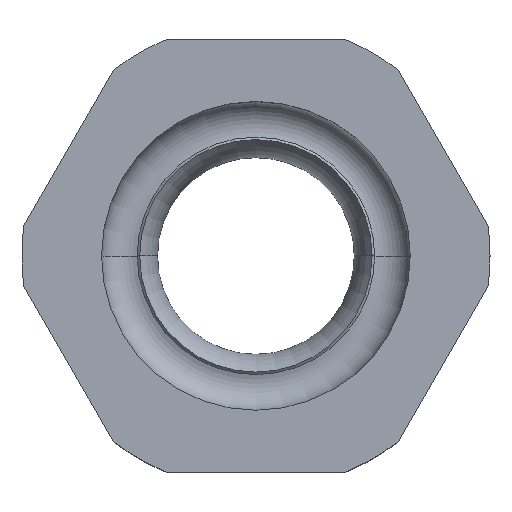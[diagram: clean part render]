
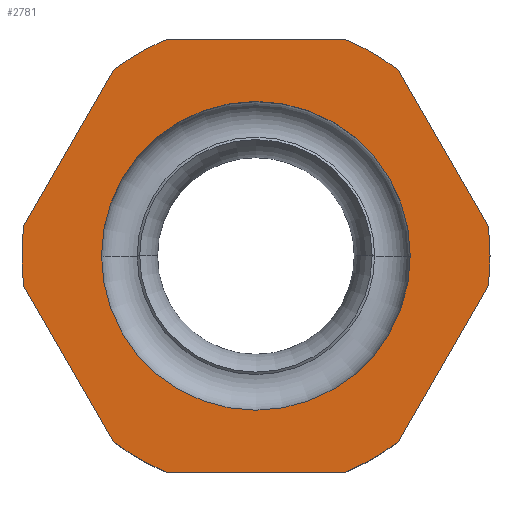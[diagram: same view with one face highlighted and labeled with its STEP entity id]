
A CAD part, top view. The second image highlights one B-rep face of the part: STEP entity #2781.
In plain terms, the highlighted planar face has unit normal (0, 0, 1).
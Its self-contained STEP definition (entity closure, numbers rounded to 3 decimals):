
#77 = VECTOR ( 'NONE', #2174, 1000. ) ;
#79 = VECTOR ( 'NONE', #2177, 1000. ) ;
#83 = VECTOR ( 'NONE', #2186, 1000. ) ;
#86 = VECTOR ( 'NONE', #2195, 1000. ) ;
#88 = VECTOR ( 'NONE', #2201, 1000. ) ;
#91 = VECTOR ( 'NONE', #2210, 1000. ) ;
#94 = AXIS2_PLACEMENT_3D ( 'NONE', #2216, #2215, #2214 ) ;
#95 = AXIS2_PLACEMENT_3D ( 'NONE', #2219, #2218, #2217 ) ;
#96 = AXIS2_PLACEMENT_3D ( 'NONE', #2222, #2221, #2220 ) ;
#98 = AXIS2_PLACEMENT_3D ( 'NONE', #2225, #2224, #2223 ) ;
#99 = AXIS2_PLACEMENT_3D ( 'NONE', #2228, #2227, #2226 ) ;
#100 = AXIS2_PLACEMENT_3D ( 'NONE', #2234, #2233, #2232 ) ;
#106 = AXIS2_PLACEMENT_3D ( 'NONE', #2231, #2230, #2229 ) ;
#234 = AXIS2_PLACEMENT_3D ( 'NONE', #1017, #1013, #1012 ) ;
#235 = AXIS2_PLACEMENT_3D ( 'NONE', #1020, #1019, #1018 ) ;
#284 = EDGE_CURVE ( 'NONE', #868, #918, #988, .T. ) ;
#286 = EDGE_CURVE ( 'NONE', #915, #864, #987, .T. ) ;
#766 = EDGE_LOOP ( 'NONE', ( #1413, #1409 ) ) ;
#767 = EDGE_LOOP ( 'NONE', ( #1411, #1408, #1410, #1407, #1406, #1405, #1404, #1403, #1402, #1401, #1399, #1398, #1400 ) ) ;
#864 = VERTEX_POINT ( 'NONE', #2398 ) ;
#868 = VERTEX_POINT ( 'NONE', #2394 ) ;
#915 = VERTEX_POINT ( 'NONE', #2347 ) ;
#918 = VERTEX_POINT ( 'NONE', #2344 ) ;
#930 = CIRCLE ( 'NONE', #96, 13.8 ) ;
#931 = CIRCLE ( 'NONE', #98, 13.8 ) ;
#932 = CIRCLE ( 'NONE', #99, 13.8 ) ;
#935 = CIRCLE ( 'NONE', #100, 13.8 ) ;
#936 = CIRCLE ( 'NONE', #106, 13.8 ) ;
#987 = CIRCLE ( 'NONE', #234, 13.8 ) ;
#988 = CIRCLE ( 'NONE', #235, 9.1 ) ;
#1012 = DIRECTION ( 'NONE',  ( 1., 0., 0. ) ) ;
#1013 = DIRECTION ( 'NONE',  ( 0., 0., 1. ) ) ;
#1017 = CARTESIAN_POINT ( 'NONE',  ( 0., 0., 27.8 ) ) ;
#1018 = DIRECTION ( 'NONE',  ( 1., 0., 0. ) ) ;
#1019 = DIRECTION ( 'NONE',  ( 0., 0., 1. ) ) ;
#1020 = CARTESIAN_POINT ( 'NONE',  ( 0., 0., 27.8 ) ) ;
#1398 = ORIENTED_EDGE ( 'NONE', *, *, #286, .T. ) ;
#1399 = ORIENTED_EDGE ( 'NONE', *, *, #2669, .T. ) ;
#1400 = ORIENTED_EDGE ( 'NONE', *, *, #2659, .T. ) ;
#1401 = ORIENTED_EDGE ( 'NONE', *, *, #2660, .T. ) ;
#1402 = ORIENTED_EDGE ( 'NONE', *, *, #2671, .T. ) ;
#1403 = ORIENTED_EDGE ( 'NONE', *, *, #2661, .T. ) ;
#1404 = ORIENTED_EDGE ( 'NONE', *, *, #2674, .T. ) ;
#1405 = ORIENTED_EDGE ( 'NONE', *, *, #2662, .T. ) ;
#1406 = ORIENTED_EDGE ( 'NONE', *, *, #2677, .T. ) ;
#1407 = ORIENTED_EDGE ( 'NONE', *, *, #2663, .T. ) ;
#1408 = ORIENTED_EDGE ( 'NONE', *, *, #2664, .T. ) ;
#1409 = ORIENTED_EDGE ( 'NONE', *, *, #284, .F. ) ;
#1410 = ORIENTED_EDGE ( 'NONE', *, *, #2678, .T. ) ;
#1411 = ORIENTED_EDGE ( 'NONE', *, *, #2666, .T. ) ;
#1413 = ORIENTED_EDGE ( 'NONE', *, *, #2665, .F. ) ;
#1528 = VERTEX_POINT ( 'NONE', #2285 ) ;
#1529 = VERTEX_POINT ( 'NONE', #2284 ) ;
#1530 = VERTEX_POINT ( 'NONE', #2283 ) ;
#1531 = VERTEX_POINT ( 'NONE', #2282 ) ;
#1532 = VERTEX_POINT ( 'NONE', #2281 ) ;
#1533 = VERTEX_POINT ( 'NONE', #2280 ) ;
#1534 = VERTEX_POINT ( 'NONE', #2279 ) ;
#1535 = VERTEX_POINT ( 'NONE', #2278 ) ;
#1536 = VERTEX_POINT ( 'NONE', #2277 ) ;
#1537 = VERTEX_POINT ( 'NONE', #2276 ) ;
#1538 = VERTEX_POINT ( 'NONE', #2275 ) ;
#1573 = PLANE ( 'NONE',  #1869 ) ;
#1574 = CARTESIAN_POINT ( 'NONE',  ( 0., 0., 27.8 ) ) ;
#1575 = DIRECTION ( 'NONE',  ( 0., 0., 1. ) ) ;
#1576 = DIRECTION ( 'NONE',  ( 1., 0., 0. ) ) ;
#1818 = FACE_BOUND ( 'NONE', #766, .T. ) ;
#1869 = AXIS2_PLACEMENT_3D ( 'NONE', #1574, #1575, #1576 ) ;
#1928 = FACE_OUTER_BOUND ( 'NONE', #767, .T. ) ;
#2100 = CIRCLE ( 'NONE', #94, 9.1 ) ;
#2101 = CIRCLE ( 'NONE', #95, 13.8 ) ;
#2174 = DIRECTION ( 'NONE',  ( -1., 0., 0. ) ) ;
#2175 = CARTESIAN_POINT ( 'NONE',  ( 7.361, 12.75, 27.8 ) ) ;
#2176 = LINE ( 'NONE', #2175, #77 ) ;
#2177 = DIRECTION ( 'NONE',  ( -0.5, -0.866, 0. ) ) ;
#2178 = CARTESIAN_POINT ( 'NONE',  ( -7.361, 12.75, 27.8 ) ) ;
#2179 = LINE ( 'NONE', #2178, #79 ) ;
#2186 = DIRECTION ( 'NONE',  ( 0.5, -0.866, 0. ) ) ;
#2187 = CARTESIAN_POINT ( 'NONE',  ( -14.722, 0., 27.8 ) ) ;
#2188 = LINE ( 'NONE', #2187, #83 ) ;
#2195 = DIRECTION ( 'NONE',  ( 1., 0., 0. ) ) ;
#2196 = CARTESIAN_POINT ( 'NONE',  ( -7.361, -12.75, 27.8 ) ) ;
#2197 = LINE ( 'NONE', #2196, #86 ) ;
#2201 = DIRECTION ( 'NONE',  ( 0.5, 0.866, 0. ) ) ;
#2202 = CARTESIAN_POINT ( 'NONE',  ( 7.361, -12.75, 27.8 ) ) ;
#2203 = LINE ( 'NONE', #2202, #88 ) ;
#2210 = DIRECTION ( 'NONE',  ( -0.5, 0.866, 0. ) ) ;
#2211 = CARTESIAN_POINT ( 'NONE',  ( 14.722, 0., 27.8 ) ) ;
#2212 = LINE ( 'NONE', #2211, #91 ) ;
#2214 = DIRECTION ( 'NONE',  ( 1., 0., 0. ) ) ;
#2215 = DIRECTION ( 'NONE',  ( 0., 0., 1. ) ) ;
#2216 = CARTESIAN_POINT ( 'NONE',  ( 0., 0., 27.8 ) ) ;
#2217 = DIRECTION ( 'NONE',  ( 1., 0., 0. ) ) ;
#2218 = DIRECTION ( 'NONE',  ( 0., 0., 1. ) ) ;
#2219 = CARTESIAN_POINT ( 'NONE',  ( 0., 0., 27.8 ) ) ;
#2220 = DIRECTION ( 'NONE',  ( 1., 0., 0. ) ) ;
#2221 = DIRECTION ( 'NONE',  ( 0., 0., 1. ) ) ;
#2222 = CARTESIAN_POINT ( 'NONE',  ( 0., 0., 27.8 ) ) ;
#2223 = DIRECTION ( 'NONE',  ( 1., 0., 0. ) ) ;
#2224 = DIRECTION ( 'NONE',  ( 0., 0., 1. ) ) ;
#2225 = CARTESIAN_POINT ( 'NONE',  ( 0., 0., 27.8 ) ) ;
#2226 = DIRECTION ( 'NONE',  ( 1., 0., 0. ) ) ;
#2227 = DIRECTION ( 'NONE',  ( 0., 0., 1. ) ) ;
#2228 = CARTESIAN_POINT ( 'NONE',  ( 0., 0., 27.8 ) ) ;
#2229 = DIRECTION ( 'NONE',  ( 1., 0., 0. ) ) ;
#2230 = DIRECTION ( 'NONE',  ( 0., 0., 1. ) ) ;
#2231 = CARTESIAN_POINT ( 'NONE',  ( 0., 0., 27.8 ) ) ;
#2232 = DIRECTION ( 'NONE',  ( 1., 0., 0. ) ) ;
#2233 = DIRECTION ( 'NONE',  ( 0., 0., 1. ) ) ;
#2234 = CARTESIAN_POINT ( 'NONE',  ( 0., 0., 27.8 ) ) ;
#2275 = CARTESIAN_POINT ( 'NONE',  ( 8.402, 10.948, 27.8 ) ) ;
#2276 = CARTESIAN_POINT ( 'NONE',  ( 13.682, 1.802, 27.8 ) ) ;
#2277 = CARTESIAN_POINT ( 'NONE',  ( 8.402, -10.948, 27.8 ) ) ;
#2278 = CARTESIAN_POINT ( 'NONE',  ( 5.28, -12.75, 27.8 ) ) ;
#2279 = CARTESIAN_POINT ( 'NONE',  ( -5.28, -12.75, 27.8 ) ) ;
#2280 = CARTESIAN_POINT ( 'NONE',  ( -8.402, -10.948, 27.8 ) ) ;
#2281 = CARTESIAN_POINT ( 'NONE',  ( -13.682, -1.802, 27.8 ) ) ;
#2282 = CARTESIAN_POINT ( 'NONE',  ( -13.682, 1.802, 27.8 ) ) ;
#2283 = CARTESIAN_POINT ( 'NONE',  ( -8.402, 10.948, 27.8 ) ) ;
#2284 = CARTESIAN_POINT ( 'NONE',  ( -5.28, 12.75, 27.8 ) ) ;
#2285 = CARTESIAN_POINT ( 'NONE',  ( 5.28, 12.75, 27.8 ) ) ;
#2344 = CARTESIAN_POINT ( 'NONE',  ( 9.1, 0., 27.8 ) ) ;
#2347 = CARTESIAN_POINT ( 'NONE',  ( 13.682, -1.802, 27.8 ) ) ;
#2394 = CARTESIAN_POINT ( 'NONE',  ( -9.1, 0., 27.8 ) ) ;
#2398 = CARTESIAN_POINT ( 'NONE',  ( 13.8, 0., 27.8 ) ) ;
#2659 = EDGE_CURVE ( 'NONE', #864, #1537, #935, .T. ) ;
#2660 = EDGE_CURVE ( 'NONE', #1535, #1536, #936, .T. ) ;
#2661 = EDGE_CURVE ( 'NONE', #1533, #1534, #932, .T. ) ;
#2662 = EDGE_CURVE ( 'NONE', #1531, #1532, #931, .T. ) ;
#2663 = EDGE_CURVE ( 'NONE', #1529, #1530, #930, .T. ) ;
#2664 = EDGE_CURVE ( 'NONE', #1538, #1528, #2101, .T. ) ;
#2665 = EDGE_CURVE ( 'NONE', #918, #868, #2100, .T. ) ;
#2666 = EDGE_CURVE ( 'NONE', #1537, #1538, #2212, .T. ) ;
#2669 = EDGE_CURVE ( 'NONE', #1536, #915, #2203, .T. ) ;
#2671 = EDGE_CURVE ( 'NONE', #1534, #1535, #2197, .T. ) ;
#2674 = EDGE_CURVE ( 'NONE', #1532, #1533, #2188, .T. ) ;
#2677 = EDGE_CURVE ( 'NONE', #1530, #1531, #2179, .T. ) ;
#2678 = EDGE_CURVE ( 'NONE', #1528, #1529, #2176, .T. ) ;
#2781 = ADVANCED_FACE ( 'NONE', ( #1818, #1928 ), #1573, .T. ) ;
